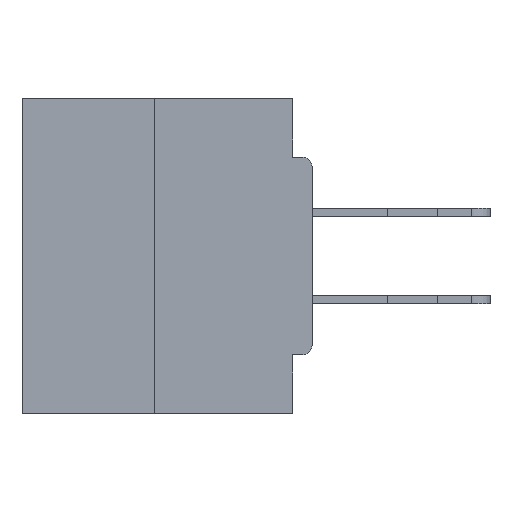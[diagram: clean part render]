
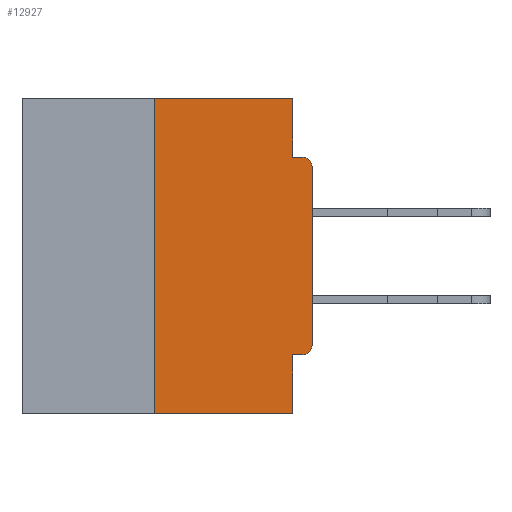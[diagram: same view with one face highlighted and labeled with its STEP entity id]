
A CAD part, left-side view. The second image highlights one B-rep face of the part: STEP entity #12927.
In plain terms, the highlighted planar face has unit normal (-1, 0, 0).
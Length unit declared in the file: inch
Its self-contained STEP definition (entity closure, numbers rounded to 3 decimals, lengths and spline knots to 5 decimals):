
#824 = CARTESIAN_POINT ( 'NONE',  ( 0., 0.46, 0. ) ) ;
#1751 = CARTESIAN_POINT ( 'NONE',  ( 0., 0.46, -0.5 ) ) ;
#2054 = EDGE_CURVE ( 'NONE', #6617, #20820, #10862, .T. ) ;
#2804 = CARTESIAN_POINT ( 'NONE',  ( 0., 0.015, -0.3915 ) ) ;
#3171 = CARTESIAN_POINT ( 'NONE',  ( 0., 0.25, 0. ) ) ;
#3248 = CARTESIAN_POINT ( 'NONE',  ( 0., 0.25, 0. ) ) ;
#3458 = EDGE_LOOP ( 'NONE', ( #22158, #4906, #21826, #35806, #30716, #4326, #22883, #26345, #17020, #25318 ) ) ;
#3634 = DIRECTION ( 'NONE',  ( 0., -1., 0. ) ) ;
#3673 = DIRECTION ( 'NONE',  ( 0., 0., -1. ) ) ;
#4326 = ORIENTED_EDGE ( 'NONE', *, *, #2054, .T. ) ;
#4653 = VECTOR ( 'NONE', #33507, 39.37008 ) ;
#4779 = LINE ( 'NONE', #3248, #24400 ) ;
#4906 = ORIENTED_EDGE ( 'NONE', *, *, #27804, .F. ) ;
#5146 = LINE ( 'NONE', #24389, #24315 ) ;
#5906 = CARTESIAN_POINT ( 'NONE',  ( 0., 0., -0.1085 ) ) ;
#6617 = VERTEX_POINT ( 'NONE', #27073 ) ;
#7313 = VERTEX_POINT ( 'NONE', #17852 ) ;
#7962 = CARTESIAN_POINT ( 'NONE',  ( 0., 0.031, 0. ) ) ;
#8685 = VECTOR ( 'NONE', #21800, 39.37008 ) ;
#10141 = CARTESIAN_POINT ( 'NONE',  ( 0., 0.031, -0.4065 ) ) ;
#10377 = VERTEX_POINT ( 'NONE', #7962 ) ;
#10632 = AXIS2_PLACEMENT_3D ( 'NONE', #11959, #31734, #34588 ) ;
#10862 = CIRCLE ( 'NONE', #32141, 0.015 ) ;
#10883 = CARTESIAN_POINT ( 'NONE',  ( 0., 0.46, 0. ) ) ;
#10908 = EDGE_CURVE ( 'NONE', #10377, #29102, #17993, .T. ) ;
#11365 = LINE ( 'NONE', #1751, #8685 ) ;
#11959 = CARTESIAN_POINT ( 'NONE',  ( 0., 0.015, -0.1085 ) ) ;
#12077 = FACE_OUTER_BOUND ( 'NONE', #3458, .T. ) ;
#12927 = ADVANCED_FACE ( 'NONE', ( #12077 ), #34801, .F. ) ;
#14037 = DIRECTION ( 'NONE',  ( 0., 0., -1. ) ) ;
#14178 = CIRCLE ( 'NONE', #10632, 0.015 ) ;
#14430 = VERTEX_POINT ( 'NONE', #15132 ) ;
#15132 = CARTESIAN_POINT ( 'NONE',  ( 0., 0.25, -0.5 ) ) ;
#17020 = ORIENTED_EDGE ( 'NONE', *, *, #19380, .F. ) ;
#17515 = CARTESIAN_POINT ( 'NONE',  ( 0., 0.031, -0.0935 ) ) ;
#17852 = CARTESIAN_POINT ( 'NONE',  ( 0., 0.015, -0.0935 ) ) ;
#17993 = LINE ( 'NONE', #23370, #23324 ) ;
#18041 = DIRECTION ( 'NONE',  ( 1., 0., 0. ) ) ;
#18387 = CARTESIAN_POINT ( 'NONE',  ( 0., 0., -0.4065 ) ) ;
#18683 = VECTOR ( 'NONE', #3673, 39.37008 ) ;
#19059 = DIRECTION ( 'NONE',  ( 0., 0., 1. ) ) ;
#19063 = CARTESIAN_POINT ( 'NONE',  ( 0., 0.031, -0.5 ) ) ;
#19380 = EDGE_CURVE ( 'NONE', #29102, #7313, #27601, .T. ) ;
#20820 = VERTEX_POINT ( 'NONE', #22026 ) ;
#21091 = CARTESIAN_POINT ( 'NONE',  ( 0., 0., -0.0935 ) ) ;
#21128 = DIRECTION ( 'NONE',  ( 0., 1., 0. ) ) ;
#21800 = DIRECTION ( 'NONE',  ( 0., -1., 0. ) ) ;
#21826 = ORIENTED_EDGE ( 'NONE', *, *, #35060, .T. ) ;
#22026 = CARTESIAN_POINT ( 'NONE',  ( 0., 0., -0.3915 ) ) ;
#22158 = ORIENTED_EDGE ( 'NONE', *, *, #35671, .F. ) ;
#22330 = VECTOR ( 'NONE', #21128, 39.37008 ) ;
#22883 = ORIENTED_EDGE ( 'NONE', *, *, #34374, .T. ) ;
#23320 = DIRECTION ( 'NONE',  ( 0., 0., 1. ) ) ;
#23324 = VECTOR ( 'NONE', #29434, 39.37008 ) ;
#23370 = CARTESIAN_POINT ( 'NONE',  ( 0., 0.031, 0. ) ) ;
#24315 = VECTOR ( 'NONE', #19059, 39.37008 ) ;
#24389 = CARTESIAN_POINT ( 'NONE',  ( 0., 0., 0. ) ) ;
#24400 = VECTOR ( 'NONE', #23320, 39.37008 ) ;
#24520 = VECTOR ( 'NONE', #3634, 39.37008 ) ;
#25104 = VERTEX_POINT ( 'NONE', #10141 ) ;
#25318 = ORIENTED_EDGE ( 'NONE', *, *, #10908, .F. ) ;
#25589 = EDGE_CURVE ( 'NONE', #6617, #25104, #27217, .T. ) ;
#26345 = ORIENTED_EDGE ( 'NONE', *, *, #36158, .T. ) ;
#27073 = CARTESIAN_POINT ( 'NONE',  ( 0., 0.015, -0.4065 ) ) ;
#27099 = VERTEX_POINT ( 'NONE', #3171 ) ;
#27217 = LINE ( 'NONE', #18387, #22330 ) ;
#27244 = EDGE_CURVE ( 'NONE', #25104, #29813, #33779, .T. ) ;
#27601 = LINE ( 'NONE', #21091, #24520 ) ;
#27804 = EDGE_CURVE ( 'NONE', #14430, #27099, #4779, .T. ) ;
#27947 = DIRECTION ( 'NONE',  ( -1., 0., 0. ) ) ;
#28288 = AXIS2_PLACEMENT_3D ( 'NONE', #824, #18041, #35051 ) ;
#29102 = VERTEX_POINT ( 'NONE', #17515 ) ;
#29434 = DIRECTION ( 'NONE',  ( 0., 0., -1. ) ) ;
#29813 = VERTEX_POINT ( 'NONE', #19063 ) ;
#30716 = ORIENTED_EDGE ( 'NONE', *, *, #25589, .F. ) ;
#31375 = LINE ( 'NONE', #10883, #4653 ) ;
#31734 = DIRECTION ( 'NONE',  ( -1., 0., 0. ) ) ;
#32141 = AXIS2_PLACEMENT_3D ( 'NONE', #2804, #27947, #14037 ) ;
#33507 = DIRECTION ( 'NONE',  ( 0., -1., 0. ) ) ;
#33779 = LINE ( 'NONE', #35042, #18683 ) ;
#34374 = EDGE_CURVE ( 'NONE', #20820, #35833, #5146, .T. ) ;
#34588 = DIRECTION ( 'NONE',  ( 0., 0., -1. ) ) ;
#34801 = PLANE ( 'NONE',  #28288 ) ;
#35042 = CARTESIAN_POINT ( 'NONE',  ( 0., 0.031, -0.5 ) ) ;
#35051 = DIRECTION ( 'NONE',  ( 0., 0., -1. ) ) ;
#35060 = EDGE_CURVE ( 'NONE', #14430, #29813, #11365, .T. ) ;
#35671 = EDGE_CURVE ( 'NONE', #27099, #10377, #31375, .T. ) ;
#35806 = ORIENTED_EDGE ( 'NONE', *, *, #27244, .F. ) ;
#35833 = VERTEX_POINT ( 'NONE', #5906 ) ;
#36158 = EDGE_CURVE ( 'NONE', #35833, #7313, #14178, .T. ) ;
